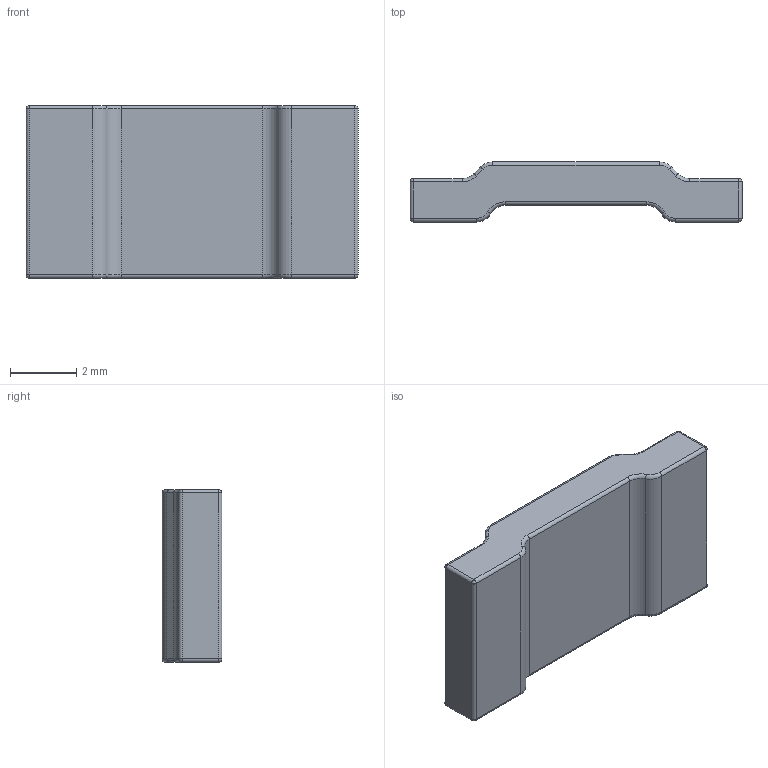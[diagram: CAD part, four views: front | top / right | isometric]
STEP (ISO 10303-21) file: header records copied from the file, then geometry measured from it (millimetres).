
FILE_DESCRIPTION (( 'STEP AP203' ), '1' );
FILE_NAME ('3921_RESISTOR.STEP', '2017-12-03T12:32:23', ( '' ), ( '' ), 'SwSTEP 2.0', 'SolidWorks 2016', '' );
FILE_SCHEMA (( 'CONFIG_CONTROL_DESIGN' ));
Length unit declared in the file: millimetre
Products named in the file (1): 3921_RESISTOR
Bounding box: 10 x 1.8 x 5.2 mm (x, y, z)
Volume: 69.6 mm3; surface area: 145 mm2
Topology: 1 solids, 1 shells, 68 faces, 154 edges, 80 vertices
Faces by surface type: cylinder 32, torus 16, plane 12, sphere 8
Entity records: 1895 total; most frequent: DIRECTION 368, CARTESIAN_POINT 295, ORIENTED_EDGE 292, AXIS2_PLACEMENT_3D 153, EDGE_CURVE 146, CIRCLE 84, VERTEX_POINT 80, FACE_OUTER_BOUND 68
